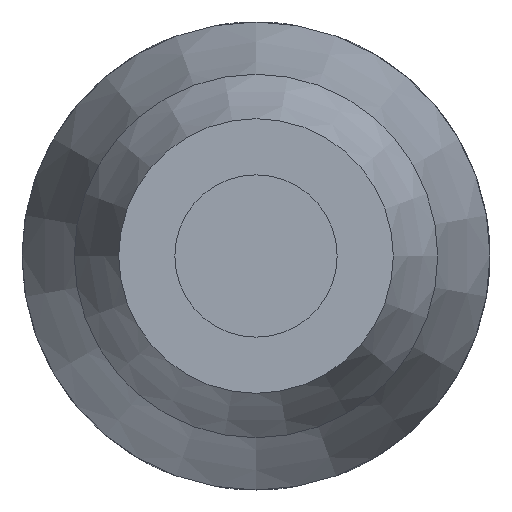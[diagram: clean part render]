
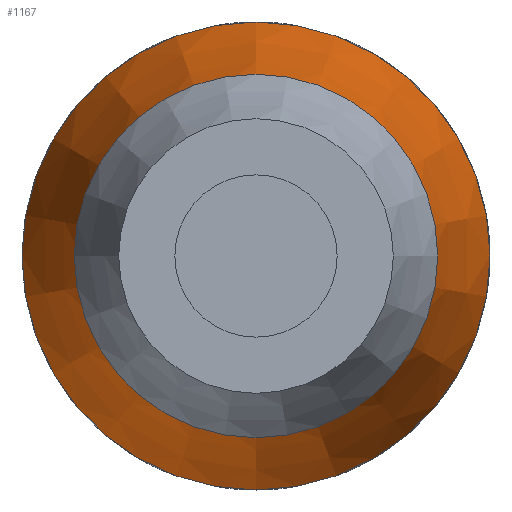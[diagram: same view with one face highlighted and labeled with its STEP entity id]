
A CAD part, left-side view. The second image highlights one B-rep face of the part: STEP entity #1167.
In plain terms, the highlighted conical face has half-angle 13.36 degrees and reference radius 7.5 mm.
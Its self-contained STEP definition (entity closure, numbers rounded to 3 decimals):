
#134=CONICAL_SURFACE('',#4336,7.5,13.36);
#171=FACE_BOUND('',#1754,.T.);
#172=FACE_BOUND('',#1755,.T.);
#1167=ADVANCED_FACE('F131',(#171,#172),#134,.T.);
#1754=EDGE_LOOP('',(#2425));
#1755=EDGE_LOOP('',(#2426));
#2425=ORIENTED_EDGE('',*,*,#3766,.T.);
#2426=ORIENTED_EDGE('',*,*,#3767,.F.);
#3288=VERTEX_POINT('',#7868);
#3289=VERTEX_POINT('',#7871);
#3766=EDGE_CURVE('E312',#3288,#3288,#4143,.T.);
#3767=EDGE_CURVE('E310',#3289,#3289,#4144,.T.);
#4143=CIRCLE('',#4333,7.5);
#4144=CIRCLE('',#4335,5.6);
#4333=AXIS2_PLACEMENT_3D('',#7867,#4729,#4730);
#4335=AXIS2_PLACEMENT_3D('',#7870,#4733,#4734);
#4336=AXIS2_PLACEMENT_3D('',#7872,#4735,#4736);
#4729=DIRECTION('',(-1.,0.,0.));
#4730=DIRECTION('',(0.,-1.,0.));
#4733=DIRECTION('',(-1.,0.,0.));
#4734=DIRECTION('',(0.,0.,1.));
#4735=DIRECTION('',(1.,0.,0.));
#4736=DIRECTION('',(0.,1.,0.));
#7867=CARTESIAN_POINT('',(159.601,0.,0.));
#7868=CARTESIAN_POINT('',(159.601,-7.5,0.));
#7870=CARTESIAN_POINT('',(151.601,0.,0.));
#7871=CARTESIAN_POINT('',(151.601,0.,5.6));
#7872=CARTESIAN_POINT('',(159.601,0.,0.));
